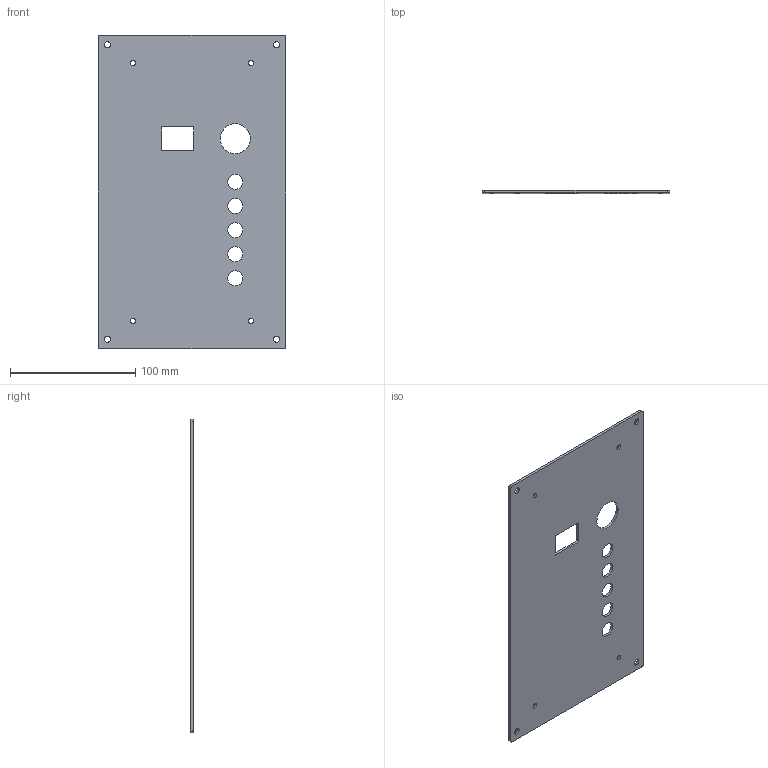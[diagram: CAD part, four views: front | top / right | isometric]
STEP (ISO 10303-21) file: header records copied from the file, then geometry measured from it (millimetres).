
FILE_DESCRIPTION(/* description */ (''),/* implementation_level */ '2;1');
FILE_NAME(/* name */ 'coverF.stp',/* time_stamp */ '2015-10-27T08:48:03+01:00',/* author */ ('p268786'),/* organization */ (''),/* preprocessor_version */ 'ST-DEVELOPER v16.1',/* originating_system */ 'Autodesk Inventor 2016',/* authorisation */ '');
FILE_SCHEMA (('AUTOMOTIVE_DESIGN { 1 0 10303 214 3 1 1 }'));
Length unit declared in the file: millimetre
Products named in the file (1): coverF
Bounding box: 150 x 2 x 250 mm (x, y, z)
Volume: 71723.8 mm3; surface area: 74254 mm2
Topology: 1 solids, 1 shells, 28 faces, 86 edges, 60 vertices
Faces by surface type: cylinder 18, plane 10
Full cylindrical faces by diameter (mm): 4.2 x4, 5 x4, 12 x5, 24 x1
Entity records: 967 total; most frequent: DIRECTION 158, CARTESIAN_POINT 145, ORIENTED_EDGE 128, EDGE_LOOP 72, AXIS2_PLACEMENT_3D 65, EDGE_CURVE 64, VERTEX_POINT 52, FACE_BOUND 44
